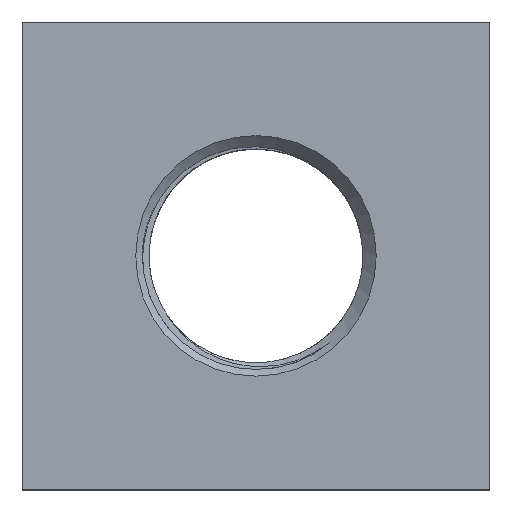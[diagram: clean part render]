
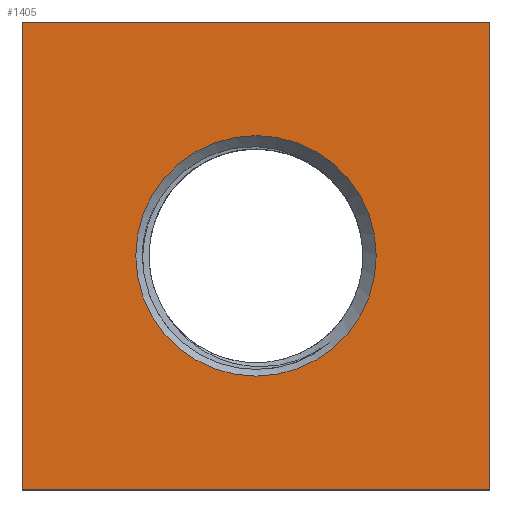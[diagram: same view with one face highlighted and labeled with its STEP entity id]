
A CAD part, top view. The second image highlights one B-rep face of the part: STEP entity #1405.
In plain terms, the highlighted planar face has unit normal (0, 0, 1).
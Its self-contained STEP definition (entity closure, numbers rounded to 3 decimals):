
#27=FACE_BOUND('',#205,.T.);
#33=PLANE('',#1507);
#112=FACE_OUTER_BOUND('',#204,.T.);
#204=EDGE_LOOP('',(#1084,#1085,#1086,#1087));
#205=EDGE_LOOP('',(#1088));
#271=CIRCLE('',#1508,1.8);
#365=LINE('',#3142,#522);
#368=LINE('',#3147,#525);
#370=LINE('',#3151,#527);
#371=LINE('',#3153,#528);
#522=VECTOR('',#1670,1000.);
#525=VECTOR('',#1675,1000.);
#527=VECTOR('',#1679,1000.);
#528=VECTOR('',#1682,1000.);
#702=VERTEX_POINT('',#3139);
#703=VERTEX_POINT('',#3141);
#704=VERTEX_POINT('',#3145);
#705=VERTEX_POINT('',#3149);
#706=VERTEX_POINT('',#3155);
#849=EDGE_CURVE('',#703,#702,#365,.T.);
#852=EDGE_CURVE('',#702,#704,#368,.T.);
#854=EDGE_CURVE('',#704,#705,#370,.T.);
#855=EDGE_CURVE('',#705,#703,#371,.T.);
#856=EDGE_CURVE('',#706,#706,#271,.T.);
#1084=ORIENTED_EDGE('',*,*,#849,.T.);
#1085=ORIENTED_EDGE('',*,*,#852,.T.);
#1086=ORIENTED_EDGE('',*,*,#854,.T.);
#1087=ORIENTED_EDGE('',*,*,#855,.T.);
#1088=ORIENTED_EDGE('',*,*,#856,.F.);
#1405=ADVANCED_FACE('',(#112,#27),#33,.T.);
#1507=AXIS2_PLACEMENT_3D('',#3154,#1683,#1684);
#1508=AXIS2_PLACEMENT_3D('',#3156,#1685,#1686);
#1670=DIRECTION('',(0.,-1.,0.));
#1675=DIRECTION('',(1.,0.,0.));
#1679=DIRECTION('',(0.,1.,0.));
#1682=DIRECTION('',(-1.,0.,0.));
#1683=DIRECTION('center_axis',(0.,0.,1.));
#1684=DIRECTION('ref_axis',(1.,0.,0.));
#1685=DIRECTION('center_axis',(0.,0.,1.));
#1686=DIRECTION('ref_axis',(1.,0.,0.));
#3139=CARTESIAN_POINT('',(-3.5,-3.5,3.));
#3141=CARTESIAN_POINT('',(-3.5,3.5,3.));
#3142=CARTESIAN_POINT('',(-3.5,3.5,3.));
#3145=CARTESIAN_POINT('',(3.5,-3.5,3.));
#3147=CARTESIAN_POINT('',(-3.5,-3.5,3.));
#3149=CARTESIAN_POINT('',(3.5,3.5,3.));
#3151=CARTESIAN_POINT('',(3.5,-3.5,3.));
#3153=CARTESIAN_POINT('',(3.5,3.5,3.));
#3154=CARTESIAN_POINT('Origin',(0.,0.,3.));
#3155=CARTESIAN_POINT('',(-1.8,0.,3.));
#3156=CARTESIAN_POINT('Origin',(0.,0.,3.));
